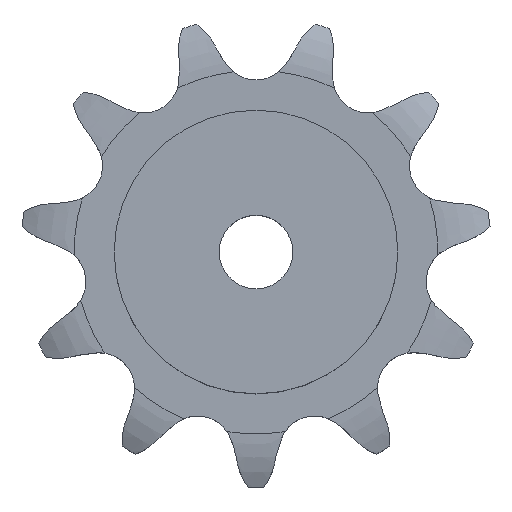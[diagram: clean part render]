
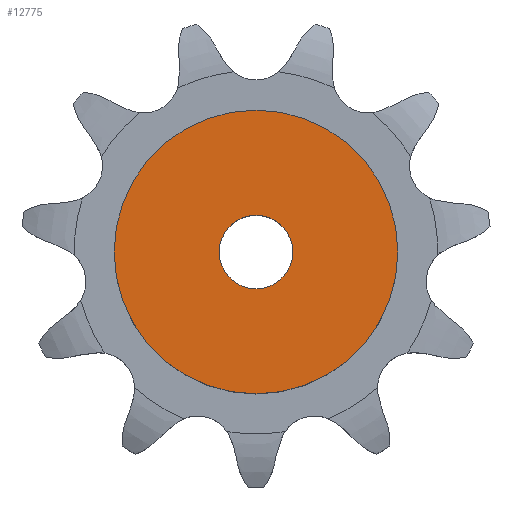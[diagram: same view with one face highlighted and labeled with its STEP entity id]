
A CAD part, top view. The second image highlights one B-rep face of the part: STEP entity #12775.
In plain terms, the highlighted planar face has unit normal (0, 0, 1).
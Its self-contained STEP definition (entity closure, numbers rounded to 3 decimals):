
#2079 = CYLINDRICAL_SURFACE('',#2080,38.5);
#2080 = AXIS2_PLACEMENT_3D('',#2081,#2082,#2083);
#2081 = CARTESIAN_POINT('',(0.,0.,0.));
#2082 = DIRECTION('',(-0.,-0.,-1.));
#2083 = DIRECTION('',(1.,0.,0.));
#8314 = VERTEX_POINT('',#8315);
#8315 = CARTESIAN_POINT('',(38.5,0.,45.));
#8336 = EDGE_CURVE('',#8314,#8314,#8337,.T.);
#8337 = SURFACE_CURVE('',#8338,(#8343,#8350),.PCURVE_S1.);
#8338 = CIRCLE('',#8339,38.5);
#8339 = AXIS2_PLACEMENT_3D('',#8340,#8341,#8342);
#8340 = CARTESIAN_POINT('',(0.,0.,45.));
#8341 = DIRECTION('',(0.,0.,1.));
#8342 = DIRECTION('',(1.,0.,0.));
#8343 = PCURVE('',#2079,#8344);
#8344 = DEFINITIONAL_REPRESENTATION('',(#8345),#8349);
#8345 = LINE('',#8346,#8347);
#8346 = CARTESIAN_POINT('',(-0.,-45.));
#8347 = VECTOR('',#8348,1.);
#8348 = DIRECTION('',(-1.,0.));
#8349 = ( GEOMETRIC_REPRESENTATION_CONTEXT(2) 
PARAMETRIC_REPRESENTATION_CONTEXT() REPRESENTATION_CONTEXT('2D SPACE',''
  ) );
#8350 = PCURVE('',#8351,#8356);
#8351 = PLANE('',#8352);
#8352 = AXIS2_PLACEMENT_3D('',#8353,#8354,#8355);
#8353 = CARTESIAN_POINT('',(0.,0.,45.)
  );
#8354 = DIRECTION('',(0.,0.,1.));
#8355 = DIRECTION('',(1.,0.,0.));
#8356 = DEFINITIONAL_REPRESENTATION('',(#8357),#8361);
#8357 = CIRCLE('',#8358,38.5);
#8358 = AXIS2_PLACEMENT_2D('',#8359,#8360);
#8359 = CARTESIAN_POINT('',(0.,0.));
#8360 = DIRECTION('',(1.,0.));
#8361 = ( GEOMETRIC_REPRESENTATION_CONTEXT(2) 
PARAMETRIC_REPRESENTATION_CONTEXT() REPRESENTATION_CONTEXT('2D SPACE',''
  ) );
#11074 = CYLINDRICAL_SURFACE('',#11075,10.);
#11075 = AXIS2_PLACEMENT_3D('',#11076,#11077,#11078);
#11076 = CARTESIAN_POINT('',(0.,0.,212.99));
#11077 = DIRECTION('',(0.,0.,1.));
#11078 = DIRECTION('',(1.,0.,0.));
#12775 = ADVANCED_FACE('',(#12776,#12779),#8351,.T.);
#12776 = FACE_BOUND('',#12777,.T.);
#12777 = EDGE_LOOP('',(#12778));
#12778 = ORIENTED_EDGE('',*,*,#8336,.T.);
#12779 = FACE_BOUND('',#12780,.T.);
#12780 = EDGE_LOOP('',(#12781));
#12781 = ORIENTED_EDGE('',*,*,#12782,.F.);
#12782 = EDGE_CURVE('',#12783,#12783,#12785,.T.);
#12783 = VERTEX_POINT('',#12784);
#12784 = CARTESIAN_POINT('',(10.,0.,45.));
#12785 = SURFACE_CURVE('',#12786,(#12791,#12798),.PCURVE_S1.);
#12786 = CIRCLE('',#12787,10.);
#12787 = AXIS2_PLACEMENT_3D('',#12788,#12789,#12790);
#12788 = CARTESIAN_POINT('',(0.,0.,45.));
#12789 = DIRECTION('',(0.,0.,1.));
#12790 = DIRECTION('',(1.,0.,0.));
#12791 = PCURVE('',#8351,#12792);
#12792 = DEFINITIONAL_REPRESENTATION('',(#12793),#12797);
#12793 = CIRCLE('',#12794,10.);
#12794 = AXIS2_PLACEMENT_2D('',#12795,#12796);
#12795 = CARTESIAN_POINT('',(0.,0.));
#12796 = DIRECTION('',(1.,0.));
#12797 = ( GEOMETRIC_REPRESENTATION_CONTEXT(2) 
PARAMETRIC_REPRESENTATION_CONTEXT() REPRESENTATION_CONTEXT('2D SPACE',''
  ) );
#12798 = PCURVE('',#11074,#12799);
#12799 = DEFINITIONAL_REPRESENTATION('',(#12800),#12804);
#12800 = LINE('',#12801,#12802);
#12801 = CARTESIAN_POINT('',(0.,-167.99));
#12802 = VECTOR('',#12803,1.);
#12803 = DIRECTION('',(1.,0.));
#12804 = ( GEOMETRIC_REPRESENTATION_CONTEXT(2) 
PARAMETRIC_REPRESENTATION_CONTEXT() REPRESENTATION_CONTEXT('2D SPACE',''
  ) );
